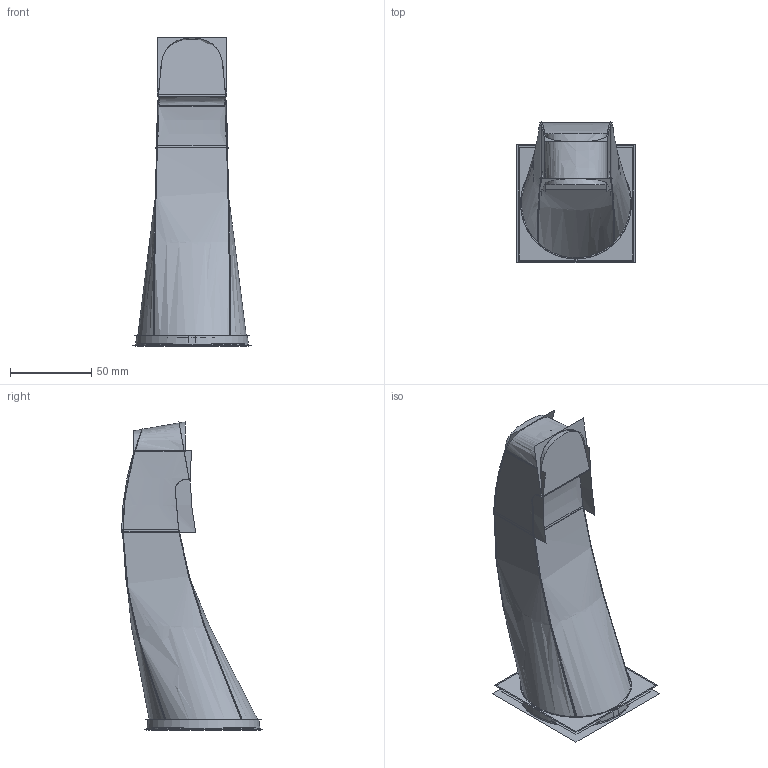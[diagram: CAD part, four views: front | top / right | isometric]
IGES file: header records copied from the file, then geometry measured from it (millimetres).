
Start section:  PTC IGES file: 2-564_asm.igs
Global section: file name: 2-564_asm.igs; native system: Creo Parametric by PTC Inc.; preprocessor: 2018400; author: rsmith; organization: Unknown; date: 20210125.155841; units: inch
Bounding box: 72.67 x 86.66 x 189.5 mm (x, y, z)
Surface area: 98483.4 mm2 (no closed solid volume)
Topology: 0 solids, 0 shells, 40 faces, 389 edges, 440 vertices
Faces by surface type: bspline 32, revolution 8
